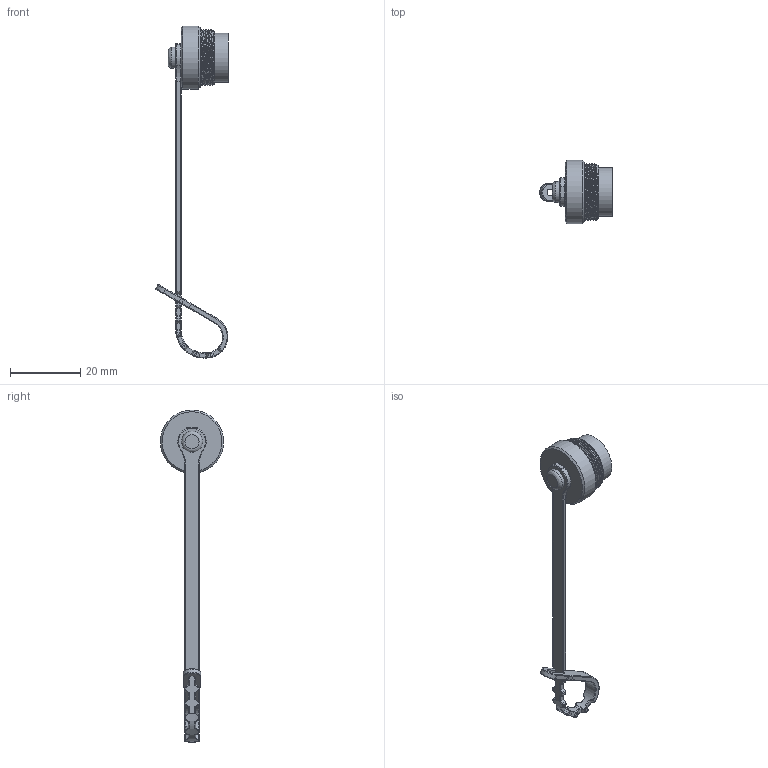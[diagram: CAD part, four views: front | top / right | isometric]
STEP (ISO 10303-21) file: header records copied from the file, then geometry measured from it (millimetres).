
FILE_DESCRIPTION(/* description */ (''),/* implementation_level */ '2;1');
FILE_NAME(/* name */ 'c091 00v000 120 2 3d custnxc001-01.stp',/* time_stamp */ '2019-07-08T10:27:06+02:00',/* author */ (''),/* organization */ (''),/* preprocessor_version */ 'ST-DEVELOPER v16.7',/* originating_system */ 'SIEMENS PLM Software NX 12.0',/* authorisation */ '');
FILE_SCHEMA (('AUTOMOTIVE_DESIGN { 1 0 10303 214 3 1 1 1 }'));
Length unit declared in the file: millimetre
Products named in the file (1): c091 00v000 120 2 3d custnxc001-01
Bounding box: 20.58 x 18 x 94.22 mm (x, y, z)
Volume: 2165.6 mm3; surface area: 2960.3 mm2
Topology: 1 solids, 2 shells, 360 faces, 858 edges, 502 vertices
Faces by surface type: bspline 147, cylinder 117, plane 82, torus 10, cone 4
Full cylindrical faces by diameter (mm): 4 x2, 6 x1, 12 x1, 13.8 x1, 18 x1
Entity records: 16238 total; most frequent: CARTESIAN_POINT 6533, ORIENTED_EDGE 1678, DIRECTION 1373, EDGE_CURVE 839, AXIS2_PLACEMENT_3D 556, VERTEX_POINT 498, EDGE_LOOP 382, ADVANCED_FACE 360
